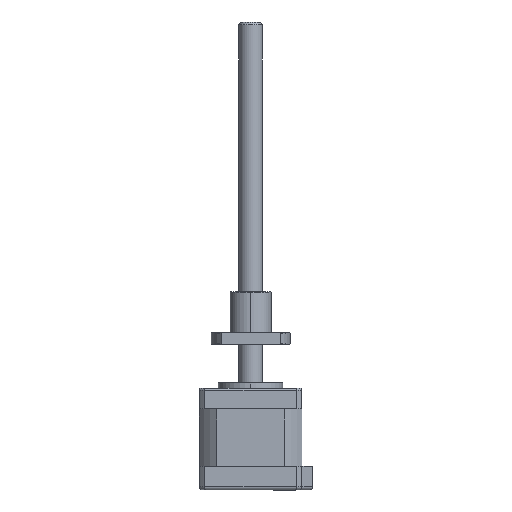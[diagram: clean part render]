
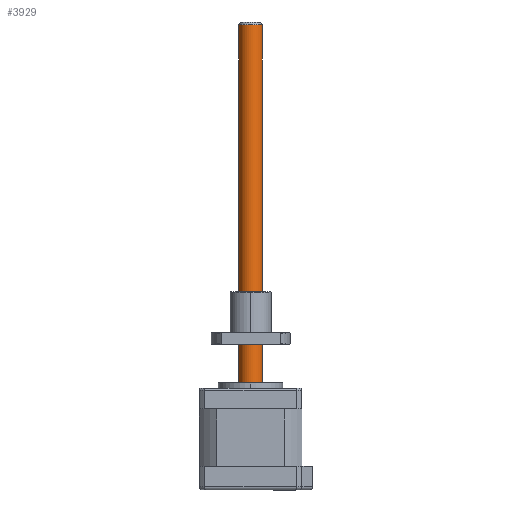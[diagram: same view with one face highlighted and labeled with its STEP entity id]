
A CAD part, top view. The second image highlights one B-rep face of the part: STEP entity #3929.
In plain terms, the highlighted cylindrical face has radius 4 mm (diameter 8 mm), a partial arc.
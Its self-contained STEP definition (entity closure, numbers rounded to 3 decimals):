
#1700 = DIRECTION ( 'NONE',  ( 1., 0., 0. ) ) ;
#2653 = DIRECTION ( 'NONE',  ( 0., -1., 0. ) ) ;
#2684 = CARTESIAN_POINT ( 'NONE',  ( -8.709, 139.993, 16.638 ) ) ;
#3491 = CARTESIAN_POINT ( 'NONE',  ( -8.709, 140.993, 16.638 ) ) ;
#3929 = ADVANCED_FACE ( 'NONE', ( #32345 ), #37557, .T. ) ;
#3935 = EDGE_CURVE ( 'NONE', #40428, #25855, #22871, .T. ) ;
#5726 = CARTESIAN_POINT ( 'NONE',  ( -0.709, 140.993, 16.638 ) ) ;
#6623 = ORIENTED_EDGE ( 'NONE', *, *, #23653, .F. ) ;
#6631 = EDGE_LOOP ( 'NONE', ( #6623, #34436, #32109, #19071 ) ) ;
#8144 = EDGE_CURVE ( 'NONE', #25855, #16294, #9061, .T. ) ;
#8762 = DIRECTION ( 'NONE',  ( 0., -1., 0. ) ) ;
#9061 = LINE ( 'NONE', #3491, #25916 ) ;
#9397 = CIRCLE ( 'NONE', #22906, 4. ) ;
#10669 = VERTEX_POINT ( 'NONE', #31847 ) ;
#11839 = LINE ( 'NONE', #5726, #40777 ) ;
#14808 = AXIS2_PLACEMENT_3D ( 'NONE', #18638, #8762, #1700 ) ;
#15125 = CARTESIAN_POINT ( 'NONE',  ( -4.709, 140.993, 16.638 ) ) ;
#16294 = VERTEX_POINT ( 'NONE', #33528 ) ;
#18625 = DIRECTION ( 'NONE',  ( -1., 0., 0. ) ) ;
#18638 = CARTESIAN_POINT ( 'NONE',  ( -4.709, 139.993, 16.638 ) ) ;
#19071 = ORIENTED_EDGE ( 'NONE', *, *, #20904, .F. ) ;
#20904 = EDGE_CURVE ( 'NONE', #10669, #16294, #9397, .T. ) ;
#22018 = DIRECTION ( 'NONE',  ( -1., 0., 0. ) ) ;
#22178 = DIRECTION ( 'NONE',  ( 0., -1., 0. ) ) ;
#22871 = CIRCLE ( 'NONE', #14808, 4. ) ;
#22906 = AXIS2_PLACEMENT_3D ( 'NONE', #35675, #38747, #18625 ) ;
#23653 = EDGE_CURVE ( 'NONE', #40428, #10669, #11839, .T. ) ;
#25855 = VERTEX_POINT ( 'NONE', #2684 ) ;
#25916 = VECTOR ( 'NONE', #41026, 1000. ) ;
#31847 = CARTESIAN_POINT ( 'NONE',  ( -0.709, 15.993, 16.638 ) ) ;
#31997 = AXIS2_PLACEMENT_3D ( 'NONE', #15125, #22178, #22018 ) ;
#32109 = ORIENTED_EDGE ( 'NONE', *, *, #8144, .T. ) ;
#32345 = FACE_OUTER_BOUND ( 'NONE', #6631, .T. ) ;
#33528 = CARTESIAN_POINT ( 'NONE',  ( -8.709, 15.993, 16.638 ) ) ;
#34436 = ORIENTED_EDGE ( 'NONE', *, *, #3935, .T. ) ;
#35675 = CARTESIAN_POINT ( 'NONE',  ( -4.709, 15.993, 16.638 ) ) ;
#37557 = CYLINDRICAL_SURFACE ( 'NONE', #31997, 4. ) ;
#38747 = DIRECTION ( 'NONE',  ( 0., -1., 0. ) ) ;
#38826 = CARTESIAN_POINT ( 'NONE',  ( -0.709, 139.993, 16.638 ) ) ;
#40428 = VERTEX_POINT ( 'NONE', #38826 ) ;
#40777 = VECTOR ( 'NONE', #2653, 1000. ) ;
#41026 = DIRECTION ( 'NONE',  ( 0., -1., 0. ) ) ;
